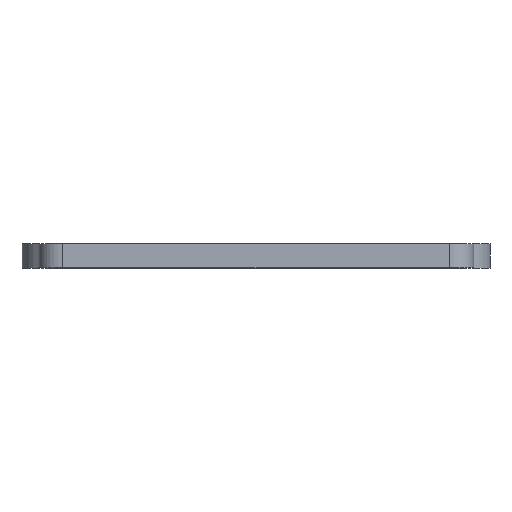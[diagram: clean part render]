
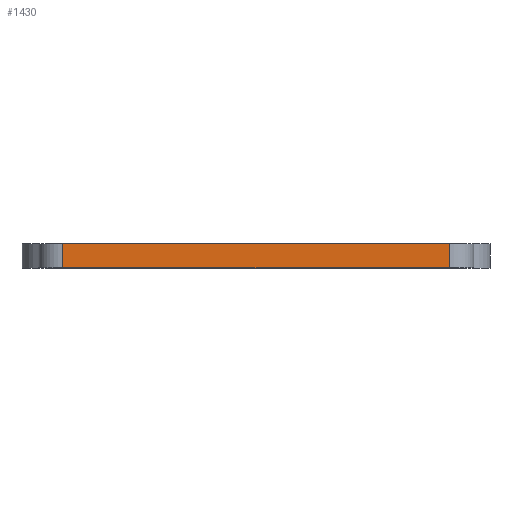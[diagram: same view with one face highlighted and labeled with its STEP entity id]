
A CAD part, top view. The second image highlights one B-rep face of the part: STEP entity #1430.
In plain terms, the highlighted planar face has unit normal (0, 0, 1).
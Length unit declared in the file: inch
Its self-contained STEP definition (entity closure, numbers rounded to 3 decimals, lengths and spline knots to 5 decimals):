
#20 = DIRECTION ( 'NONE',  ( 0., -1., 0. ) ) ;
#113 = EDGE_LOOP ( 'NONE', ( #1010, #1488, #2053, #2486 ) ) ;
#250 = LINE ( 'NONE', #829, #2037 ) ;
#290 = FACE_OUTER_BOUND ( 'NONE', #113, .T. ) ;
#318 = CARTESIAN_POINT ( 'NONE',  ( 0.9953, 0.125, 0.6553 ) ) ;
#578 = VERTEX_POINT ( 'NONE', #2653 ) ;
#829 = CARTESIAN_POINT ( 'NONE',  ( 0.9953, 0.125, 0.6553 ) ) ;
#1008 = PLANE ( 'NONE',  #1625 ) ;
#1010 = ORIENTED_EDGE ( 'NONE', *, *, #1285, .T. ) ;
#1067 = DIRECTION ( 'NONE',  ( 0., 1., 0. ) ) ;
#1249 = DIRECTION ( 'NONE',  ( -1., 0., 0. ) ) ;
#1280 = LINE ( 'NONE', #2585, #2992 ) ;
#1285 = EDGE_CURVE ( 'NONE', #578, #2094, #1280, .T. ) ;
#1430 = ADVANCED_FACE ( 'NONE', ( #290 ), #1008, .F. ) ;
#1488 = ORIENTED_EDGE ( 'NONE', *, *, #1536, .T. ) ;
#1536 = EDGE_CURVE ( 'NONE', #2094, #1736, #250, .T. ) ;
#1565 = LINE ( 'NONE', #2820, #2191 ) ;
#1625 = AXIS2_PLACEMENT_3D ( 'NONE', #2402, #2635, #1249 ) ;
#1706 = VECTOR ( 'NONE', #1846, 39.37008 ) ;
#1736 = VERTEX_POINT ( 'NONE', #318 ) ;
#1846 = DIRECTION ( 'NONE',  ( 1., 0., 0. ) ) ;
#1868 = CARTESIAN_POINT ( 'NONE',  ( 0.9953, 0., 0.6553 ) ) ;
#2037 = VECTOR ( 'NONE', #1067, 39.37008 ) ;
#2053 = ORIENTED_EDGE ( 'NONE', *, *, #2605, .F. ) ;
#2094 = VERTEX_POINT ( 'NONE', #1868 ) ;
#2127 = CARTESIAN_POINT ( 'NONE',  ( -0.9953, 0.125, 0.6553 ) ) ;
#2191 = VECTOR ( 'NONE', #20, 39.37008 ) ;
#2322 = LINE ( 'NONE', #2537, #1706 ) ;
#2345 = DIRECTION ( 'NONE',  ( 1., 0., 0. ) ) ;
#2402 = CARTESIAN_POINT ( 'NONE',  ( 0., 0.125, 0.6553 ) ) ;
#2486 = ORIENTED_EDGE ( 'NONE', *, *, #2681, .T. ) ;
#2537 = CARTESIAN_POINT ( 'NONE',  ( 0., 0.125, 0.6553 ) ) ;
#2585 = CARTESIAN_POINT ( 'NONE',  ( 0., 0., 0.6553 ) ) ;
#2605 = EDGE_CURVE ( 'NONE', #2673, #1736, #2322, .T. ) ;
#2635 = DIRECTION ( 'NONE',  ( 0., 0., -1. ) ) ;
#2653 = CARTESIAN_POINT ( 'NONE',  ( -0.9953, 0., 0.6553 ) ) ;
#2673 = VERTEX_POINT ( 'NONE', #2127 ) ;
#2681 = EDGE_CURVE ( 'NONE', #2673, #578, #1565, .T. ) ;
#2820 = CARTESIAN_POINT ( 'NONE',  ( -0.9953, 0., 0.6553 ) ) ;
#2992 = VECTOR ( 'NONE', #2345, 39.37008 ) ;
